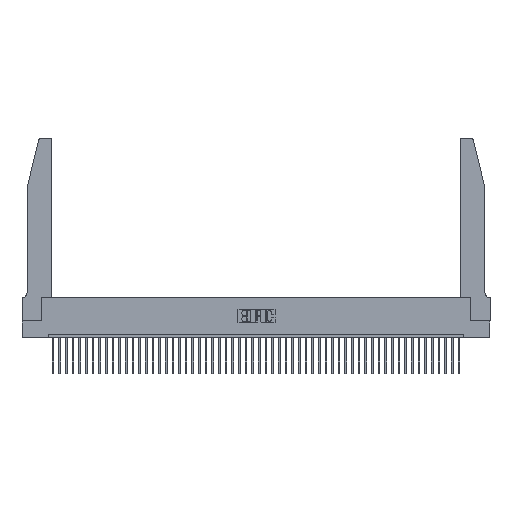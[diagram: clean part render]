
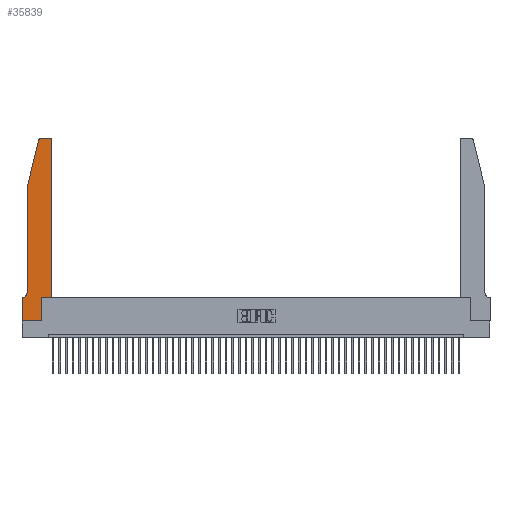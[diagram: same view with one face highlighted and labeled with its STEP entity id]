
A CAD part, top view. The second image highlights one B-rep face of the part: STEP entity #35839.
In plain terms, the highlighted planar face has unit normal (0, 0, 1).
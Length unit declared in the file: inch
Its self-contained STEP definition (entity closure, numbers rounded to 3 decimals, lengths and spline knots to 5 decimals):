
#508 = CARTESIAN_POINT ( 'NONE',  ( 0.2865, 0., 0.37 ) ) ;
#524 = CARTESIAN_POINT ( 'NONE',  ( 0., 0.35, 0.37 ) ) ;
#618 = CIRCLE ( 'NONE', #41248, 0.07 ) ;
#892 = VERTEX_POINT ( 'NONE', #39687 ) ;
#1509 = LINE ( 'NONE', #36829, #20361 ) ;
#1848 = LINE ( 'NONE', #29091, #10109 ) ;
#1926 = CARTESIAN_POINT ( 'NONE',  ( 0.0755, 0.35, 0.37 ) ) ;
#2395 = VECTOR ( 'NONE', #26367, 39.37008 ) ;
#2634 = LINE ( 'NONE', #1926, #15030 ) ;
#3110 = DIRECTION ( 'NONE',  ( 0., 1., 0. ) ) ;
#3302 = VECTOR ( 'NONE', #3110, 39.37008 ) ;
#3353 = DIRECTION ( 'NONE',  ( -0.239, -0.971, 0. ) ) ;
#3984 = FACE_OUTER_BOUND ( 'NONE', #46915, .T. ) ;
#4180 = ORIENTED_EDGE ( 'NONE', *, *, #15157, .T. ) ;
#6662 = DIRECTION ( 'NONE',  ( 0., -1., 0. ) ) ;
#6996 = DIRECTION ( 'NONE',  ( 1., 0., 0. ) ) ;
#7256 = CARTESIAN_POINT ( 'NONE',  ( 0.0755, 2., 0.37 ) ) ;
#7379 = LINE ( 'NONE', #21654, #26167 ) ;
#7557 = LINE ( 'NONE', #7256, #46413 ) ;
#8808 = LINE ( 'NONE', #11241, #2395 ) ;
#8846 = VERTEX_POINT ( 'NONE', #31389 ) ;
#9633 = CARTESIAN_POINT ( 'NONE',  ( 0.284, 2.75, 0.37 ) ) ;
#9970 = DIRECTION ( 'NONE',  ( 1., 0., 0. ) ) ;
#10109 = VECTOR ( 'NONE', #44264, 39.37008 ) ;
#10213 = EDGE_CURVE ( 'NONE', #8846, #47093, #19733, .T. ) ;
#10833 = VERTEX_POINT ( 'NONE', #21865 ) ;
#10842 = DIRECTION ( 'NONE',  ( 0., 0., 1. ) ) ;
#10895 = CARTESIAN_POINT ( 'NONE',  ( 0.4505, 2.72, 0.37 ) ) ;
#11241 = CARTESIAN_POINT ( 'NONE',  ( 0.2865, 0.35, 0.37 ) ) ;
#12565 = CARTESIAN_POINT ( 'NONE',  ( 0.4205, 2.75, 0.37 ) ) ;
#12815 = ORIENTED_EDGE ( 'NONE', *, *, #29488, .T. ) ;
#14354 = LINE ( 'NONE', #48017, #40278 ) ;
#14437 = AXIS2_PLACEMENT_3D ( 'NONE', #29520, #36939, #6996 ) ;
#14615 = EDGE_CURVE ( 'NONE', #42087, #892, #7557, .T. ) ;
#14770 = DIRECTION ( 'NONE',  ( 1., 0., 0. ) ) ;
#15030 = VECTOR ( 'NONE', #46377, 39.37008 ) ;
#15157 = EDGE_CURVE ( 'NONE', #22188, #8846, #1509, .T. ) ;
#15206 = ORIENTED_EDGE ( 'NONE', *, *, #15927, .T. ) ;
#15927 = EDGE_CURVE ( 'NONE', #19962, #25458, #2634, .T. ) ;
#17420 = CARTESIAN_POINT ( 'NONE',  ( 0.0055, 0.35, 0.37 ) ) ;
#17861 = ORIENTED_EDGE ( 'NONE', *, *, #42803, .T. ) ;
#18403 = ORIENTED_EDGE ( 'NONE', *, *, #38089, .T. ) ;
#18446 = CARTESIAN_POINT ( 'NONE',  ( 0.284, 2.72, 0.37 ) ) ;
#19038 = VECTOR ( 'NONE', #23622, 39.37008 ) ;
#19428 = DIRECTION ( 'NONE',  ( 0., 0., 1. ) ) ;
#19733 = LINE ( 'NONE', #44448, #3302 ) ;
#19962 = VERTEX_POINT ( 'NONE', #17420 ) ;
#20361 = VECTOR ( 'NONE', #26076, 39.37008 ) ;
#21190 = ORIENTED_EDGE ( 'NONE', *, *, #38081, .T. ) ;
#21654 = CARTESIAN_POINT ( 'NONE',  ( 0.0755, 2., 0.37 ) ) ;
#21865 = CARTESIAN_POINT ( 'NONE',  ( 0., 0., 0.37 ) ) ;
#21912 = CARTESIAN_POINT ( 'NONE',  ( 0.25487, 2.72718, 0.37 ) ) ;
#22188 = VERTEX_POINT ( 'NONE', #29349 ) ;
#23460 = CARTESIAN_POINT ( 'NONE',  ( 0., 0., 0.37 ) ) ;
#23622 = DIRECTION ( 'NONE',  ( 0., -1., 0. ) ) ;
#24070 = ORIENTED_EDGE ( 'NONE', *, *, #39694, .T. ) ;
#24376 = LINE ( 'NONE', #23460, #19038 ) ;
#24565 = ORIENTED_EDGE ( 'NONE', *, *, #31107, .T. ) ;
#25458 = VERTEX_POINT ( 'NONE', #32757 ) ;
#26076 = DIRECTION ( 'NONE',  ( 1., 0., 0. ) ) ;
#26167 = VECTOR ( 'NONE', #6662, 39.37008 ) ;
#26367 = DIRECTION ( 'NONE',  ( 0., 1., 0. ) ) ;
#28811 = DIRECTION ( 'NONE',  ( 0., 0., -1. ) ) ;
#29091 = CARTESIAN_POINT ( 'NONE',  ( 0.2605, 2.75, 0.37 ) ) ;
#29349 = CARTESIAN_POINT ( 'NONE',  ( 0.2865, 0.35, 0.37 ) ) ;
#29488 = EDGE_CURVE ( 'NONE', #25458, #10833, #24376, .T. ) ;
#29520 = CARTESIAN_POINT ( 'NONE',  ( 0.4205, 2.72, 0.37 ) ) ;
#29587 = PLANE ( 'NONE',  #47174 ) ;
#31107 = EDGE_CURVE ( 'NONE', #44873, #22188, #8808, .T. ) ;
#31389 = CARTESIAN_POINT ( 'NONE',  ( 0.4505, 0.35, 0.37 ) ) ;
#32757 = CARTESIAN_POINT ( 'NONE',  ( 0., 0.35, 0.37 ) ) ;
#34228 = VERTEX_POINT ( 'NONE', #44421 ) ;
#34611 = VERTEX_POINT ( 'NONE', #12565 ) ;
#34812 = VERTEX_POINT ( 'NONE', #9633 ) ;
#35319 = CARTESIAN_POINT ( 'NONE',  ( 0.0055, 0.42, 0.37 ) ) ;
#35839 = ADVANCED_FACE ( 'NONE', ( #3984 ), #29587, .T. ) ;
#36829 = CARTESIAN_POINT ( 'NONE',  ( 0.4505, 0.35, 0.37 ) ) ;
#36939 = DIRECTION ( 'NONE',  ( 0., 0., 1. ) ) ;
#38081 = EDGE_CURVE ( 'NONE', #892, #34228, #7379, .T. ) ;
#38089 = EDGE_CURVE ( 'NONE', #47093, #34611, #43909, .T. ) ;
#38503 = EDGE_CURVE ( 'NONE', #10833, #44873, #14354, .T. ) ;
#39016 = ORIENTED_EDGE ( 'NONE', *, *, #38503, .T. ) ;
#39527 = ORIENTED_EDGE ( 'NONE', *, *, #48715, .T. ) ;
#39687 = CARTESIAN_POINT ( 'NONE',  ( 0.0755, 2., 0.37 ) ) ;
#39694 = EDGE_CURVE ( 'NONE', #34228, #19962, #618, .T. ) ;
#40170 = DIRECTION ( 'NONE',  ( -1., 0., 0. ) ) ;
#40278 = VECTOR ( 'NONE', #9970, 39.37008 ) ;
#41143 = DIRECTION ( 'NONE',  ( 1., 0., 0. ) ) ;
#41248 = AXIS2_PLACEMENT_3D ( 'NONE', #35319, #28811, #40170 ) ;
#42087 = VERTEX_POINT ( 'NONE', #21912 ) ;
#42449 = ORIENTED_EDGE ( 'NONE', *, *, #14615, .T. ) ;
#42516 = ORIENTED_EDGE ( 'NONE', *, *, #10213, .T. ) ;
#42745 = AXIS2_PLACEMENT_3D ( 'NONE', #18446, #10842, #41143 ) ;
#42803 = EDGE_CURVE ( 'NONE', #34611, #34812, #1848, .T. ) ;
#43909 = CIRCLE ( 'NONE', #14437, 0.03 ) ;
#44264 = DIRECTION ( 'NONE',  ( -1., 0., 0. ) ) ;
#44421 = CARTESIAN_POINT ( 'NONE',  ( 0.0755, 0.42, 0.37 ) ) ;
#44448 = CARTESIAN_POINT ( 'NONE',  ( 0.4505, 0.35, 0.37 ) ) ;
#44873 = VERTEX_POINT ( 'NONE', #508 ) ;
#46377 = DIRECTION ( 'NONE',  ( -1., 0., 0. ) ) ;
#46413 = VECTOR ( 'NONE', #3353, 39.37008 ) ;
#46514 = CIRCLE ( 'NONE', #42745, 0.03 ) ;
#46915 = EDGE_LOOP ( 'NONE', ( #17861, #39527, #42449, #21190, #24070, #15206, #12815, #39016, #24565, #4180, #42516, #18403 ) ) ;
#47093 = VERTEX_POINT ( 'NONE', #10895 ) ;
#47174 = AXIS2_PLACEMENT_3D ( 'NONE', #524, #19428, #14770 ) ;
#48017 = CARTESIAN_POINT ( 'NONE',  ( 0., 0., 0.37 ) ) ;
#48715 = EDGE_CURVE ( 'NONE', #34812, #42087, #46514, .T. ) ;
